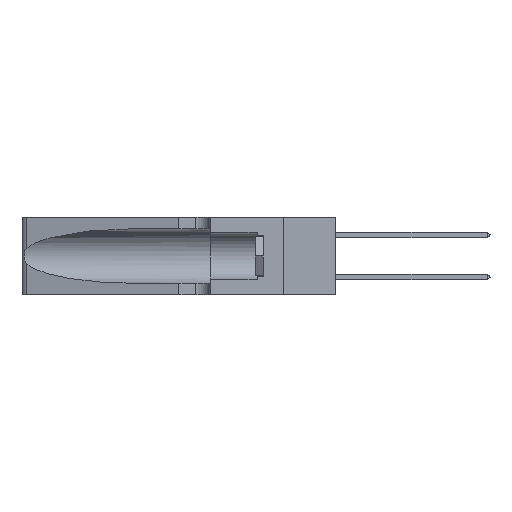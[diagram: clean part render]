
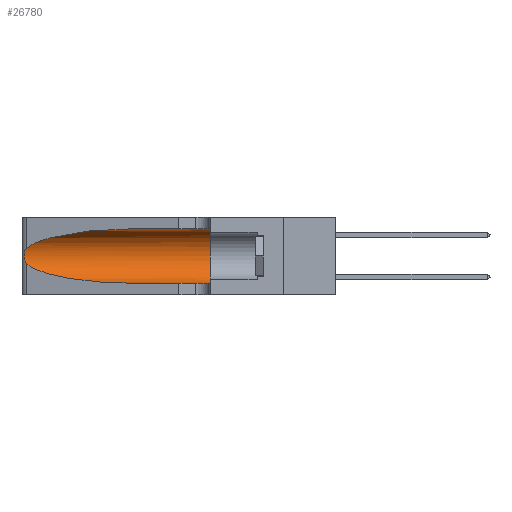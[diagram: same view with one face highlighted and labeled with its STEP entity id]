
A CAD part, left-side view. The second image highlights one B-rep face of the part: STEP entity #26780.
In plain terms, the highlighted cylindrical face has radius 3.308 mm (diameter 6.617 mm), a partial arc.
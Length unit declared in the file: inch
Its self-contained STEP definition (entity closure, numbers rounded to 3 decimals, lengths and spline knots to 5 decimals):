
#43 = EDGE_LOOP ( 'NONE', ( #23997, #7216, #30858, #12754, #18110, #40970 ) ) ;
#757 = CARTESIAN_POINT ( 'NONE',  ( 0.1305, 0.35, 0.185 ) ) ;
#924 = DIRECTION ( 'NONE',  ( 0., -1., 0. ) ) ;
#3417 = CARTESIAN_POINT ( 'NONE',  ( 0.25789, 1.23486, 0.15765 ) ) ;
#3500 = CARTESIAN_POINT ( 'NONE',  ( 0.25487, 1.22718, 0.14631 ) ) ;
#4638 = DIRECTION ( 'NONE',  ( 0., 0., 1. ) ) ;
#4885 = DIRECTION ( 'NONE',  ( 0., -1., 0. ) ) ;
#6257 = CYLINDRICAL_SURFACE ( 'NONE', #44806, 0.13025 ) ;
#7155 = CARTESIAN_POINT ( 'NONE',  ( 0.25555, 1.22994, 0.2215 ) ) ;
#7216 = ORIENTED_EDGE ( 'NONE', *, *, #42704, .T. ) ;
#7318 = CARTESIAN_POINT ( 'NONE',  ( 0.25555, 1.22993, 0.14849 ) ) ;
#7417 = CARTESIAN_POINT ( 'NONE',  ( 0.1305, 0.72297, 0.31525 ) ) ;
#8545 = CARTESIAN_POINT ( 'NONE',  ( 0.2373, 1.15595, 0.28018 ) ) ;
#8816 = CARTESIAN_POINT ( 'NONE',  ( 0.1305, 1.61858, 0.05475 ) ) ;
#9897 = VERTEX_POINT ( 'NONE', #12550 ) ;
#10589 = DIRECTION ( 'NONE',  ( 0., -1., 0. ) ) ;
#11688 = EDGE_CURVE ( 'NONE', #28098, #27325, #39874, .T. ) ;
#12407 = CARTESIAN_POINT ( 'NONE',  ( 0.18966, 0.96281, 0.31525 ) ) ;
#12550 = CARTESIAN_POINT ( 'NONE',  ( 0.1305, 0.35, 0.05475 ) ) ;
#12754 = ORIENTED_EDGE ( 'NONE', *, *, #32329, .T. ) ;
#13385 = EDGE_CURVE ( 'NONE', #38338, #30517, #30400, .T. ) ;
#13553 = EDGE_CURVE ( 'NONE', #27325, #9897, #14671, .T. ) ;
#14671 = CIRCLE ( 'NONE', #21498, 0.13025 ) ;
#14830 = CARTESIAN_POINT ( 'NONE',  ( 0.25787, 1.23484, 0.2124 ) ) ;
#18046 = CARTESIAN_POINT ( 'NONE',  ( 0.1305, 0.72297, 0.05475 ) ) ;
#18110 = ORIENTED_EDGE ( 'NONE', *, *, #13553, .F. ) ;
#18646 = CARTESIAN_POINT ( 'NONE',  ( 0.26018, 1.23835, 0.19895 ) ) ;
#21498 = AXIS2_PLACEMENT_3D ( 'NONE', #757, #27553, #4638 ) ;
#22499 = CARTESIAN_POINT ( 'NONE',  ( 0.26075, 1.23896, 0.178 ) ) ;
#22584 = CARTESIAN_POINT ( 'NONE',  ( 0.18966, 0.96281, 0.05475 ) ) ;
#23869 = CARTESIAN_POINT ( 'NONE',  ( 0.1305, 0.72297, 0.31525 ) ) ;
#23997 = ORIENTED_EDGE ( 'NONE', *, *, #24035, .T. ) ;
#24035 = EDGE_CURVE ( 'NONE', #28098, #45817, #44411, .T. ) ;
#25136 = CARTESIAN_POINT ( 'NONE',  ( 0.25487, 1.22718, 0.22369 ) ) ;
#25319 = VECTOR ( 'NONE', #4885, 39.37008 ) ;
#26324 = CARTESIAN_POINT ( 'NONE',  ( 0.25856, 1.23593, 0.16098 ) ) ;
#26410 = CARTESIAN_POINT ( 'NONE',  ( 0.2373, 1.15595, 0.08982 ) ) ;
#26560 = FACE_OUTER_BOUND ( 'NONE', #43, .T. ) ;
#26753 = B_SPLINE_CURVE_WITH_KNOTS ( 'NONE', 3,
 ( #45110, #7155, #37647, #14830, #41426, #18646, #45273, #22499, #49090, #26324, #3417, #30133, #7318, #33998 ),
 .UNSPECIFIED., .F., .F.,
 ( 4, 2, 2, 2, 2, 2, 4 ),
 ( 0., 0.00027, 0.00053, 0.00107, 0.0016, 0.00187, 0.00214 ),
 .UNSPECIFIED. ) ;
#26780 = ADVANCED_FACE ( 'NONE', ( #26560 ), #6257, .F. ) ;
#27325 = VERTEX_POINT ( 'NONE', #43267 ) ;
#27553 = DIRECTION ( 'NONE',  ( 0., 1., 0. ) ) ;
#27694 = CARTESIAN_POINT ( 'NONE',  ( 0.25487, 1.22718, 0.22369 ) ) ;
#27696 = DIRECTION ( 'NONE',  ( 0., 0., -1. ) ) ;
#28098 = VERTEX_POINT ( 'NONE', #7417 ) ;
#30133 = CARTESIAN_POINT ( 'NONE',  ( 0.25639, 1.23186, 0.15144 ) ) ;
#30225 = CARTESIAN_POINT ( 'NONE',  ( 0.1305, 0.72297, 0.05475 ) ) ;
#30400 =( BOUNDED_CURVE ( )  B_SPLINE_CURVE ( 3, ( #3500, #26410, #22584, #30225 ),
 .UNSPECIFIED., .F., .T. ) 
 B_SPLINE_CURVE_WITH_KNOTS ( ( 4, 4 ),
 ( 3.44316, 4.71239 ),
 .UNSPECIFIED. ) 
 CURVE ( )  GEOMETRIC_REPRESENTATION_ITEM ( )  RATIONAL_B_SPLINE_CURVE ( ( 1., 0.87, 0.87, 1. ) ) 
 REPRESENTATION_ITEM ( '' )  );
#30517 = VERTEX_POINT ( 'NONE', #18046 ) ;
#30858 = ORIENTED_EDGE ( 'NONE', *, *, #13385, .T. ) ;
#32329 = EDGE_CURVE ( 'NONE', #30517, #9897, #35449, .T. ) ;
#33387 = CARTESIAN_POINT ( 'NONE',  ( 0.1305, 1.61858, 0.31525 ) ) ;
#33998 = CARTESIAN_POINT ( 'NONE',  ( 0.25487, 1.22718, 0.14631 ) ) ;
#35449 = LINE ( 'NONE', #8816, #25319 ) ;
#37647 = CARTESIAN_POINT ( 'NONE',  ( 0.25639, 1.23184, 0.21858 ) ) ;
#38338 = VERTEX_POINT ( 'NONE', #39894 ) ;
#38992 = CARTESIAN_POINT ( 'NONE',  ( 0.1305, 1.61858, 0.185 ) ) ;
#39874 = LINE ( 'NONE', #33387, #48798 ) ;
#39894 = CARTESIAN_POINT ( 'NONE',  ( 0.25487, 1.22718, 0.14631 ) ) ;
#40970 = ORIENTED_EDGE ( 'NONE', *, *, #11688, .F. ) ;
#41426 = CARTESIAN_POINT ( 'NONE',  ( 0.25854, 1.2359, 0.20912 ) ) ;
#42704 = EDGE_CURVE ( 'NONE', #45817, #38338, #26753, .T. ) ;
#43267 = CARTESIAN_POINT ( 'NONE',  ( 0.1305, 0.35, 0.31525 ) ) ;
#44411 =( BOUNDED_CURVE ( )  B_SPLINE_CURVE ( 3, ( #23869, #12407, #8545, #27694 ),
 .UNSPECIFIED., .F., .F. ) 
 B_SPLINE_CURVE_WITH_KNOTS ( ( 4, 4 ),
 ( 1.5708, 2.84003 ),
 .UNSPECIFIED. ) 
 CURVE ( )  GEOMETRIC_REPRESENTATION_ITEM ( )  RATIONAL_B_SPLINE_CURVE ( ( 1., 0.87, 0.87, 1. ) ) 
 REPRESENTATION_ITEM ( '' )  );
#44806 = AXIS2_PLACEMENT_3D ( 'NONE', #38992, #924, #27696 ) ;
#45110 = CARTESIAN_POINT ( 'NONE',  ( 0.25487, 1.22718, 0.22369 ) ) ;
#45273 = CARTESIAN_POINT ( 'NONE',  ( 0.26075, 1.23896, 0.19203 ) ) ;
#45817 = VERTEX_POINT ( 'NONE', #25136 ) ;
#48798 = VECTOR ( 'NONE', #10589, 39.37008 ) ;
#49090 = CARTESIAN_POINT ( 'NONE',  ( 0.26017, 1.23833, 0.17102 ) ) ;
